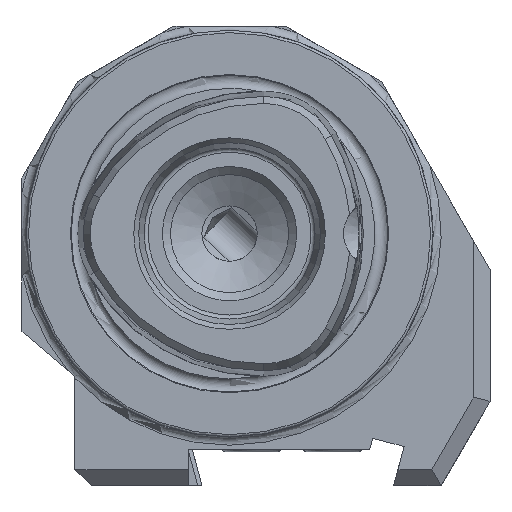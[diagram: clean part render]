
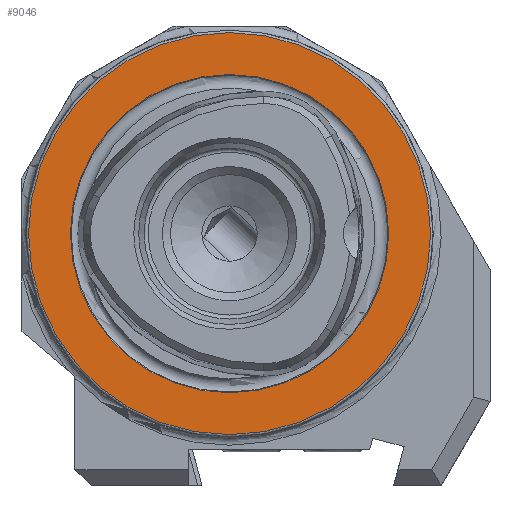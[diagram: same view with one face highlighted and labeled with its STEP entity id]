
A CAD part, left-side view. The second image highlights one B-rep face of the part: STEP entity #9046.
In plain terms, the highlighted planar face has unit normal (-1, 0, 0).
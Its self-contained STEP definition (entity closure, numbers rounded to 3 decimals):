
#813 = VERTEX_POINT ( 'NONE', #10130 ) ;
#944 = EDGE_LOOP ( 'NONE', ( #5162 ) ) ;
#1462 = EDGE_CURVE ( 'NONE', #813, #813, #7050, .T. ) ;
#1583 = DIRECTION ( 'NONE',  ( 0., 0., 1. ) ) ;
#2396 = AXIS2_PLACEMENT_3D ( 'NONE', #8121, #3110, #10691 ) ;
#2427 = AXIS2_PLACEMENT_3D ( 'NONE', #8444, #5191, #10127 ) ;
#2566 = VERTEX_POINT ( 'NONE', #10314 ) ;
#3110 = DIRECTION ( 'NONE',  ( 1., 0., 0. ) ) ;
#3783 = EDGE_LOOP ( 'NONE', ( #9300 ) ) ;
#4692 = CARTESIAN_POINT ( 'NONE',  ( 0., 0., 0. ) ) ;
#5162 = ORIENTED_EDGE ( 'NONE', *, *, #8562, .F. ) ;
#5191 = DIRECTION ( 'NONE',  ( -1., 0., 0. ) ) ;
#5704 = AXIS2_PLACEMENT_3D ( 'NONE', #4692, #9953, #1583 ) ;
#7022 = FACE_OUTER_BOUND ( 'NONE', #3783, .T. ) ;
#7050 = CIRCLE ( 'NONE', #2427, 24.7 ) ;
#7878 = CIRCLE ( 'NONE', #5704, 19.55 ) ;
#8121 = CARTESIAN_POINT ( 'NONE',  ( 0., 19.55, 0. ) ) ;
#8444 = CARTESIAN_POINT ( 'NONE',  ( 0., 0., 0. ) ) ;
#8562 = EDGE_CURVE ( 'NONE', #2566, #2566, #7878, .T. ) ;
#9046 = ADVANCED_FACE ( 'NONE', ( #9780, #7022 ), #10725, .F. ) ;
#9300 = ORIENTED_EDGE ( 'NONE', *, *, #1462, .T. ) ;
#9780 = FACE_BOUND ( 'NONE', #944, .T. ) ;
#9953 = DIRECTION ( 'NONE',  ( -1., 0., 0. ) ) ;
#10127 = DIRECTION ( 'NONE',  ( 0., 0., 1. ) ) ;
#10130 = CARTESIAN_POINT ( 'NONE',  ( 0., 0., 24.7 ) ) ;
#10314 = CARTESIAN_POINT ( 'NONE',  ( 0., 0., 19.55 ) ) ;
#10691 = DIRECTION ( 'NONE',  ( 0., 0., -1. ) ) ;
#10725 = PLANE ( 'NONE',  #2396 ) ;
